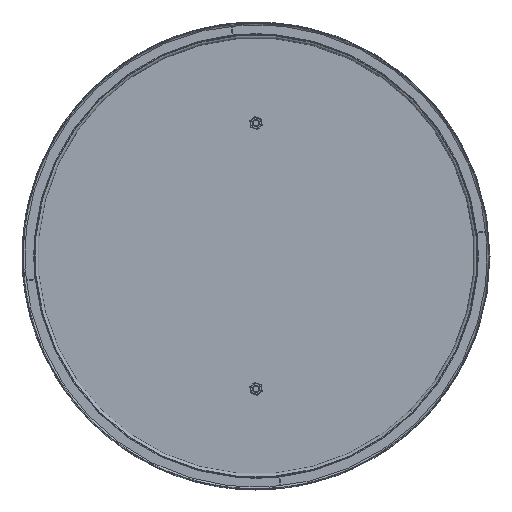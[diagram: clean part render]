
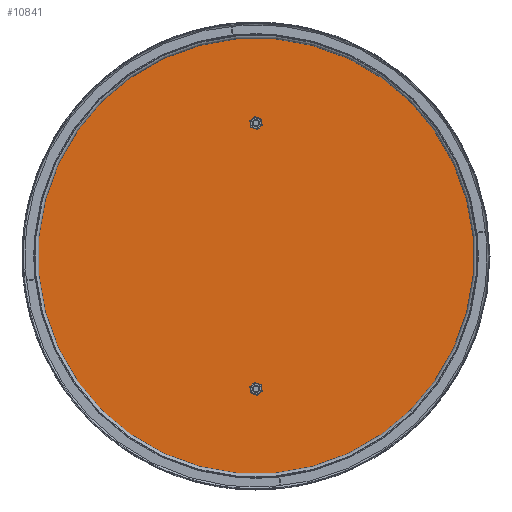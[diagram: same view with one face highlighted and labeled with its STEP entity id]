
A CAD part, front view. The second image highlights one B-rep face of the part: STEP entity #10841.
In plain terms, the highlighted face is planar.
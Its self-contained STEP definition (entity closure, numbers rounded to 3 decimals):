
#10812=CARTESIAN_POINT('',(190.0,0.,0.0));
#10813=VERTEX_POINT('',#10812);
#10814=CARTESIAN_POINT('',(0.0,0.0,0.0));
#10815=DIRECTION('',(0.0,0.0,-1.0));
#10816=DIRECTION('',(-1.0,0.0,0.0));
#10817=AXIS2_PLACEMENT_3D('',#10814,#10815,#10816);
#10818=CIRCLE('',#10817,190.0);
#10819=EDGE_CURVE('',#10813,#10813,#10818,.T.);
#10833=CARTESIAN_POINT('',(0.0,0.0,0.0));
#10834=DIRECTION('',(0.0,0.0,-1.0));
#10835=DIRECTION('',(-1.0,0.0,0.0));
#10836=AXIS2_PLACEMENT_3D('',#10833,#10834,#10835);
#10837=PLANE('',#10836);
#10838=ORIENTED_EDGE('',*,*,#10819,.T.);
#10839=EDGE_LOOP('',(#10838));
#10840=FACE_OUTER_BOUND('',#10839,.T.);
#10841=ADVANCED_FACE('',(#10840),#10837,.T.);
